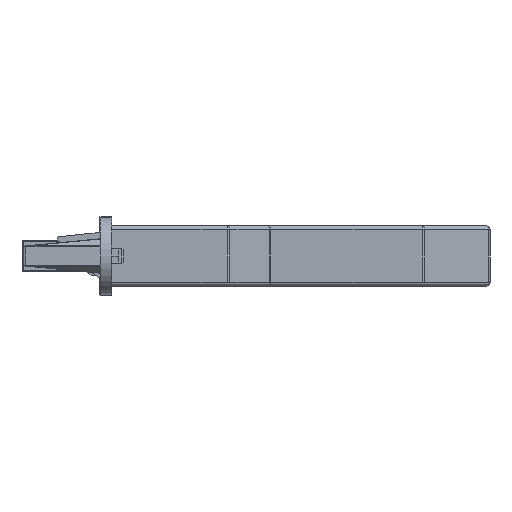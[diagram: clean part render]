
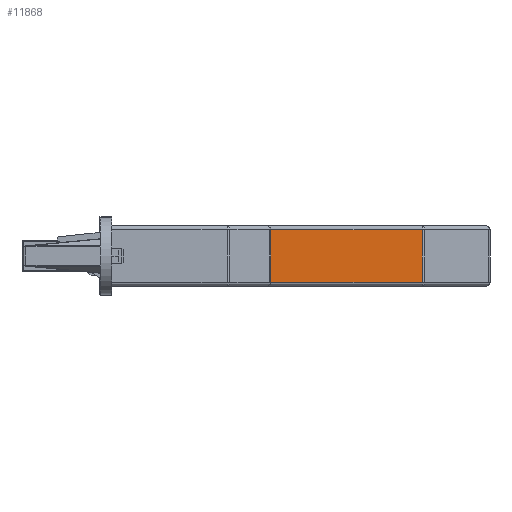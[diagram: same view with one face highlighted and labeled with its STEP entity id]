
A CAD part, front view. The second image highlights one B-rep face of the part: STEP entity #11868.
In plain terms, the highlighted planar face has unit normal (0, -1, 0).
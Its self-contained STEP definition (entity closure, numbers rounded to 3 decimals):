
#617 = EDGE_CURVE ( 'NONE', #15619, #7830, #8637, .T. ) ;
#1012 = AXIS2_PLACEMENT_3D ( 'NONE', #12224, #21036, #5310 ) ;
#1677 = VECTOR ( 'NONE', #11456, 1000. ) ;
#1739 = VECTOR ( 'NONE', #13843, 1000. ) ;
#2651 = DIRECTION ( 'NONE',  ( 0., 0., -1. ) ) ;
#2771 = CARTESIAN_POINT ( 'NONE',  ( 44.75, -14.7, 6. ) ) ;
#3746 = EDGE_CURVE ( 'NONE', #9475, #10990, #13560, .T. ) ;
#3934 = CIRCLE ( 'NONE', #16862, 1.75 ) ;
#4416 = CARTESIAN_POINT ( 'NONE',  ( 93.586, -14.7, -1.75 ) ) ;
#4433 = PLANE ( 'NONE',  #5537 ) ;
#4853 = FACE_BOUND ( 'NONE', #21761, .T. ) ;
#4944 = VERTEX_POINT ( 'NONE', #8548 ) ;
#5110 = CARTESIAN_POINT ( 'NONE',  ( 93.586, -14.7, -0.75 ) ) ;
#5310 = DIRECTION ( 'NONE',  ( 0., 0., -1. ) ) ;
#5537 = AXIS2_PLACEMENT_3D ( 'NONE', #7913, #11028, #16348 ) ;
#5919 = LINE ( 'NONE', #4416, #1677 ) ;
#6184 = ORIENTED_EDGE ( 'NONE', *, *, #3746, .F. ) ;
#6704 = CARTESIAN_POINT ( 'NONE',  ( 44.75, -14.7, 4.25 ) ) ;
#7830 = VERTEX_POINT ( 'NONE', #20202 ) ;
#7913 = CARTESIAN_POINT ( 'NONE',  ( 14., -14.7, -1.75 ) ) ;
#8548 = CARTESIAN_POINT ( 'NONE',  ( 93.586, -14.7, 12.75 ) ) ;
#8637 = LINE ( 'NONE', #15577, #1739 ) ;
#8922 = EDGE_CURVE ( 'NONE', #4944, #7830, #13772, .T. ) ;
#9265 = LINE ( 'NONE', #21542, #18857 ) ;
#9307 = EDGE_CURVE ( 'NONE', #10990, #9475, #3934, .T. ) ;
#9396 = EDGE_LOOP ( 'NONE', ( #10497, #20201, #15390, #12249 ) ) ;
#9475 = VERTEX_POINT ( 'NONE', #6704 ) ;
#10078 = EDGE_CURVE ( 'NONE', #18583, #4944, #5919, .T. ) ;
#10497 = ORIENTED_EDGE ( 'NONE', *, *, #617, .F. ) ;
#10990 = VERTEX_POINT ( 'NONE', #16740 ) ;
#11028 = DIRECTION ( 'NONE',  ( 0., -1., 0. ) ) ;
#11236 = DIRECTION ( 'NONE',  ( 1., 0., 0. ) ) ;
#11456 = DIRECTION ( 'NONE',  ( 0., 0., 1. ) ) ;
#11868 = ADVANCED_FACE ( 'NONE', ( #4853, #20278 ), #4433, .T. ) ;
#12224 = CARTESIAN_POINT ( 'NONE',  ( 44.75, -14.7, 6. ) ) ;
#12238 = DIRECTION ( 'NONE',  ( -1., 0., 0. ) ) ;
#12249 = ORIENTED_EDGE ( 'NONE', *, *, #8922, .T. ) ;
#13560 = CIRCLE ( 'NONE', #1012, 1.75 ) ;
#13561 = EDGE_CURVE ( 'NONE', #15619, #18583, #9265, .T. ) ;
#13772 = LINE ( 'NONE', #18517, #17000 ) ;
#13843 = DIRECTION ( 'NONE',  ( 0., 0., 1. ) ) ;
#15390 = ORIENTED_EDGE ( 'NONE', *, *, #10078, .T. ) ;
#15577 = CARTESIAN_POINT ( 'NONE',  ( 14., -14.7, -1.75 ) ) ;
#15619 = VERTEX_POINT ( 'NONE', #17784 ) ;
#16348 = DIRECTION ( 'NONE',  ( 1., 0., 0. ) ) ;
#16740 = CARTESIAN_POINT ( 'NONE',  ( 44.75, -14.7, 7.75 ) ) ;
#16767 = DIRECTION ( 'NONE',  ( 0., -1., 0. ) ) ;
#16862 = AXIS2_PLACEMENT_3D ( 'NONE', #2771, #16767, #2651 ) ;
#17000 = VECTOR ( 'NONE', #12238, 1000. ) ;
#17698 = ORIENTED_EDGE ( 'NONE', *, *, #9307, .F. ) ;
#17784 = CARTESIAN_POINT ( 'NONE',  ( 14., -14.7, -0.75 ) ) ;
#18517 = CARTESIAN_POINT ( 'NONE',  ( 14., -14.7, 12.75 ) ) ;
#18583 = VERTEX_POINT ( 'NONE', #5110 ) ;
#18857 = VECTOR ( 'NONE', #11236, 1000. ) ;
#20201 = ORIENTED_EDGE ( 'NONE', *, *, #13561, .T. ) ;
#20202 = CARTESIAN_POINT ( 'NONE',  ( 14., -14.7, 12.75 ) ) ;
#20278 = FACE_OUTER_BOUND ( 'NONE', #9396, .T. ) ;
#21036 = DIRECTION ( 'NONE',  ( 0., -1., 0. ) ) ;
#21542 = CARTESIAN_POINT ( 'NONE',  ( 94., -14.7, -0.75 ) ) ;
#21761 = EDGE_LOOP ( 'NONE', ( #6184, #17698 ) ) ;
